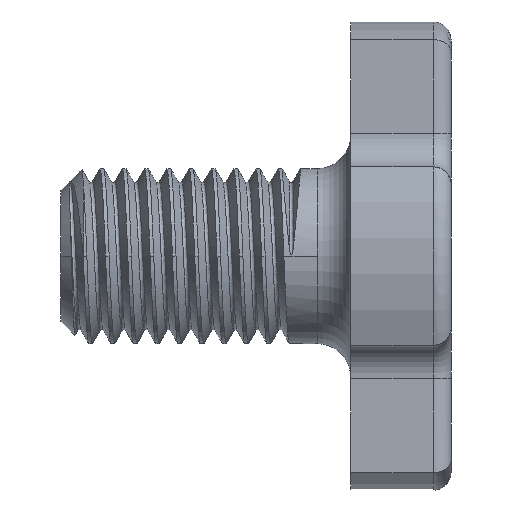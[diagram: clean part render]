
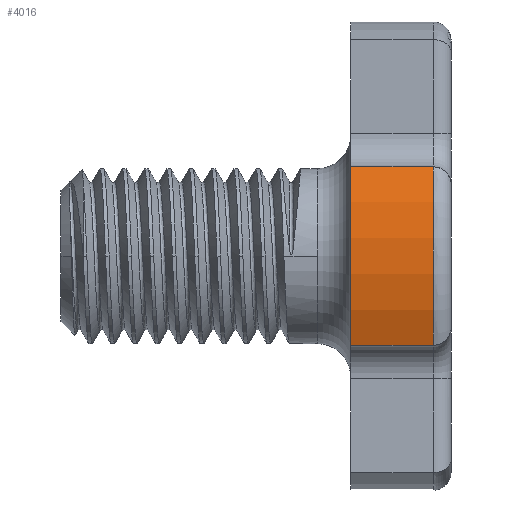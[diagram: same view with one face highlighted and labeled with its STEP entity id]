
A CAD part, front view. The second image highlights one B-rep face of the part: STEP entity #4016.
In plain terms, the highlighted cylindrical face has radius 21 mm (diameter 42 mm), a partial arc.
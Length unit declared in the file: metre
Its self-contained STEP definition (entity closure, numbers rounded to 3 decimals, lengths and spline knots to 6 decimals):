
#100 = FACE_OUTER_BOUND ( 'NONE', #723, .T. ) ;
#152 = CARTESIAN_POINT ( 'NONE',  ( 0.008, -0.019416, -0.009 ) ) ;
#170 = DIRECTION ( 'NONE',  ( 0., 0., 1. ) ) ;
#240 = EDGE_CURVE ( 'NONE', #1410, #1844, #949, .T. ) ;
#363 = CARTESIAN_POINT ( 'NONE',  ( -0.008, -0.019416, -0.0074 ) ) ;
#500 = CARTESIAN_POINT ( 'NONE',  ( -0.008, -0.019416, 0. ) ) ;
#550 = ORIENTED_EDGE ( 'NONE', *, *, #1836, .F. ) ;
#723 = EDGE_LOOP ( 'NONE', ( #550, #3495, #4719, #2818 ) ) ;
#948 = EDGE_CURVE ( 'NONE', #1844, #5876, #2054, .T. ) ;
#949 = CIRCLE ( 'NONE', #2106, 0.021 ) ;
#1149 = AXIS2_PLACEMENT_3D ( 'NONE', #1515, #1574, #3409 ) ;
#1221 = DIRECTION ( 'NONE',  ( 1., 0., 0. ) ) ;
#1410 = VERTEX_POINT ( 'NONE', #363 ) ;
#1515 = CARTESIAN_POINT ( 'NONE',  ( 0., 0., -0.009 ) ) ;
#1574 = DIRECTION ( 'NONE',  ( 0., 0., 1. ) ) ;
#1636 = CARTESIAN_POINT ( 'NONE',  ( 0., 0., -0.0074 ) ) ;
#1836 = EDGE_CURVE ( 'NONE', #1410, #5792, #5253, .T. ) ;
#1844 = VERTEX_POINT ( 'NONE', #3859 ) ;
#1940 = DIRECTION ( 'NONE',  ( 0., 0., 1. ) ) ;
#2054 = LINE ( 'NONE', #152, #2615 ) ;
#2064 = CYLINDRICAL_SURFACE ( 'NONE', #1149, 0.021 ) ;
#2095 = AXIS2_PLACEMENT_3D ( 'NONE', #4755, #170, #5266 ) ;
#2106 = AXIS2_PLACEMENT_3D ( 'NONE', #1636, #4931, #1221 ) ;
#2402 = DIRECTION ( 'NONE',  ( 0., 0., 1. ) ) ;
#2524 = CARTESIAN_POINT ( 'NONE',  ( 0.008, -0.019416, 0. ) ) ;
#2615 = VECTOR ( 'NONE', #2402, 1. ) ;
#2784 = VECTOR ( 'NONE', #1940, 1. ) ;
#2818 = ORIENTED_EDGE ( 'NONE', *, *, #3112, .F. ) ;
#3112 = EDGE_CURVE ( 'NONE', #5792, #5876, #5985, .T. ) ;
#3291 = CARTESIAN_POINT ( 'NONE',  ( -0.008, -0.019416, -0.009 ) ) ;
#3409 = DIRECTION ( 'NONE',  ( 1., 0., 0. ) ) ;
#3495 = ORIENTED_EDGE ( 'NONE', *, *, #240, .T. ) ;
#3859 = CARTESIAN_POINT ( 'NONE',  ( 0.008, -0.019416, -0.0074 ) ) ;
#4016 = ADVANCED_FACE ( 'NONE', ( #100 ), #2064, .T. ) ;
#4719 = ORIENTED_EDGE ( 'NONE', *, *, #948, .T. ) ;
#4755 = CARTESIAN_POINT ( 'NONE',  ( 0., 0., 0. ) ) ;
#4931 = DIRECTION ( 'NONE',  ( 0., 0., 1. ) ) ;
#5253 = LINE ( 'NONE', #3291, #2784 ) ;
#5266 = DIRECTION ( 'NONE',  ( 1., 0., 0. ) ) ;
#5792 = VERTEX_POINT ( 'NONE', #500 ) ;
#5876 = VERTEX_POINT ( 'NONE', #2524 ) ;
#5985 = CIRCLE ( 'NONE', #2095, 0.021 ) ;
